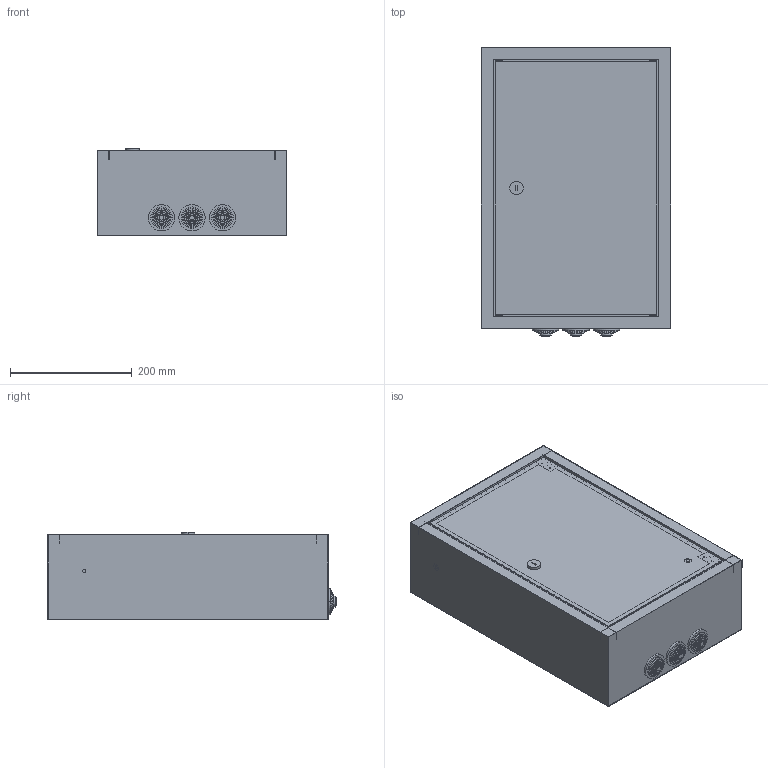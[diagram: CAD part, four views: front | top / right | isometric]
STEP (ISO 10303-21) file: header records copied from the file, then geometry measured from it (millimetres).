
FILE_DESCRIPTION (( 'STEP AP214' ), '1' );
FILE_NAME ('ÊÈÂÀ 223.00.00-01ÑÁ óïðîù.STEP', '2024-10-02T09:19:55', ( '' ), ( '' ), 'SwSTEP 2.0', 'SolidWorks 2022', '' );
FILE_SCHEMA (( 'AUTOMOTIVE_DESIGN' ));
Length unit declared in the file: millimetre
Products named in the file (1): КИВА 223.00.00-01СБ упрощ
Bounding box: 310 x 473.01 x 143.5 mm (x, y, z)
Volume: 1781017.7 mm3; surface area: 1635385.2 mm2
Topology: 26 solids, 35 shells, 2216 faces, 5857 edges, 3855 vertices
Faces by surface type: plane 1460, cylinder 543, cone 122, bspline 42, sphere 33, torus 16
Entity records: 97692 total; most frequent: CARTESIAN_POINT 17566, ORIENTED_EDGE 11694, DIRECTION 11043, EDGE_CURVE 5847, LINE 4165, VECTOR 4165, VERTEX_POINT 3854, AXIS2_PLACEMENT_3D 3439
